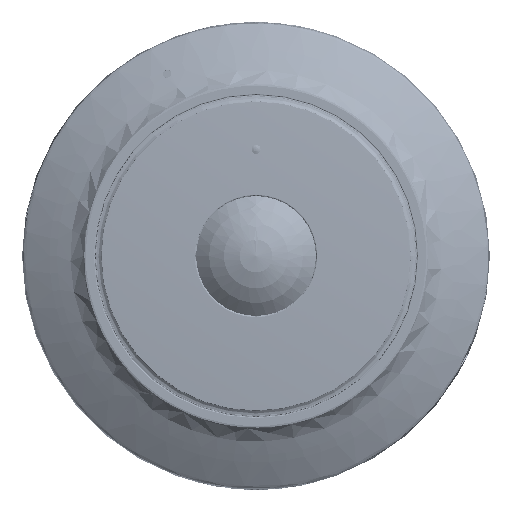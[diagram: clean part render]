
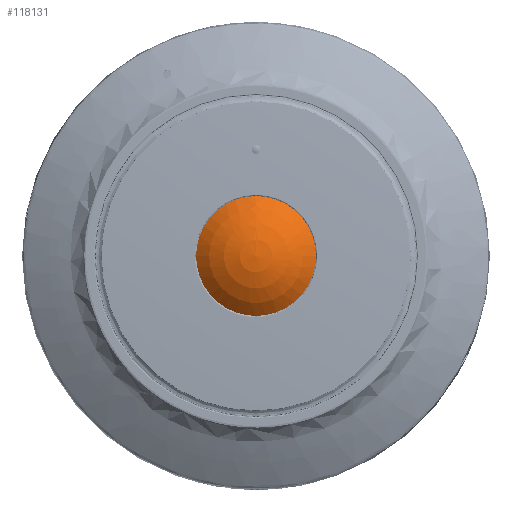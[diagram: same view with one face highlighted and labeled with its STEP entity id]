
A CAD part, front view. The second image highlights one B-rep face of the part: STEP entity #118131.
In plain terms, the highlighted spherical face has radius 31.4 mm.
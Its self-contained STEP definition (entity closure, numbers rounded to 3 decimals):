
#53938 = CARTESIAN_POINT ( 'NONE',  ( 0., -62.702, -21.9 ) ) ;
#55393 = CARTESIAN_POINT ( 'NONE',  ( 0., -40.2, 0. ) ) ;
#67800 = VERTEX_POINT ( 'NONE', #53938 ) ;
#73498 = EDGE_LOOP ( 'NONE', ( #155462 ) ) ;
#81045 = CARTESIAN_POINT ( 'NONE',  ( 0., -62.702, 0. ) ) ;
#82147 = AXIS2_PLACEMENT_3D ( 'NONE', #55393, #125680, #182073 ) ;
#85014 = FACE_OUTER_BOUND ( 'NONE', #73498, .T. ) ;
#95810 = DIRECTION ( 'NONE',  ( 0., -1., 0. ) ) ;
#116395 = AXIS2_PLACEMENT_3D ( 'NONE', #81045, #95810, #139223 ) ;
#118131 = ADVANCED_FACE ( 'NONE', ( #85014 ), #153375, .T. ) ;
#125680 = DIRECTION ( 'NONE',  ( 0., 1., 0. ) ) ;
#134082 = CIRCLE ( 'NONE', #116395, 21.9 ) ;
#139223 = DIRECTION ( 'NONE',  ( 0., 0., -1. ) ) ;
#153375 = SPHERICAL_SURFACE ( 'NONE', #82147, 31.4 ) ;
#155462 = ORIENTED_EDGE ( 'NONE', *, *, #181199, .T. ) ;
#181199 = EDGE_CURVE ( 'NONE', #67800, #67800, #134082, .T. ) ;
#182073 = DIRECTION ( 'NONE',  ( 0., 0., 1. ) ) ;
